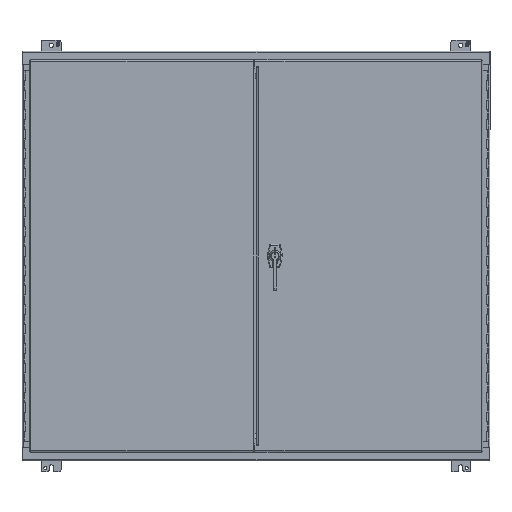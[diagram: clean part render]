
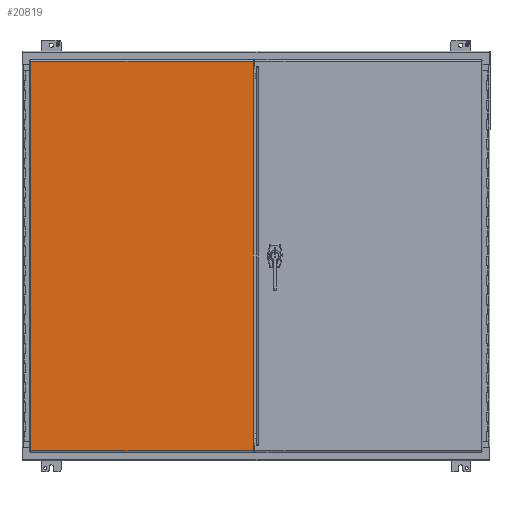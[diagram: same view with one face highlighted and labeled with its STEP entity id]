
A CAD part, front view. The second image highlights one B-rep face of the part: STEP entity #20819.
In plain terms, the highlighted planar face has unit normal (0, -1, 0).
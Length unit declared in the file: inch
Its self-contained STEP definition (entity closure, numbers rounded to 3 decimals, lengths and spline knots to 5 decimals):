
#522 = CARTESIAN_POINT ( 'NONE',  ( -0.268, -13.138, -19.982 ) ) ;
#752 = ORIENTED_EDGE ( 'NONE', *, *, #17546, .F. ) ;
#945 = CARTESIAN_POINT ( 'NONE',  ( -0.268, -13.138, -19.608 ) ) ;
#2619 = CARTESIAN_POINT ( 'NONE',  ( -0.268, -13.138, 19.982 ) ) ;
#4187 = DIRECTION ( 'NONE',  ( 1., 0., 0. ) ) ;
#4217 = DIRECTION ( 'NONE',  ( 0., 0., 1. ) ) ;
#5034 = AXIS2_PLACEMENT_3D ( 'NONE', #18977, #41943, #55593 ) ;
#8103 = LINE ( 'NONE', #12359, #11222 ) ;
#10010 = VECTOR ( 'NONE', #53059, 39.37008 ) ;
#10591 = CARTESIAN_POINT ( 'NONE',  ( -23.107, -13.138, 19.982 ) ) ;
#10608 = VECTOR ( 'NONE', #26497, 39.37008 ) ;
#10689 = CARTESIAN_POINT ( 'NONE',  ( -23.107, -13.138, -19.982 ) ) ;
#11222 = VECTOR ( 'NONE', #4187, 39.37008 ) ;
#11395 = CARTESIAN_POINT ( 'NONE',  ( -0.268, -13.138, 19.982 ) ) ;
#12359 = CARTESIAN_POINT ( 'NONE',  ( -23.107, -13.138, 19.982 ) ) ;
#14026 = EDGE_CURVE ( 'NONE', #36610, #41467, #35581, .T. ) ;
#16135 = LINE ( 'NONE', #10689, #10010 ) ;
#16291 = VECTOR ( 'NONE', #55997, 39.37008 ) ;
#17292 = ORIENTED_EDGE ( 'NONE', *, *, #47340, .F. ) ;
#17546 = EDGE_CURVE ( 'NONE', #38537, #36610, #8103, .T. ) ;
#18605 = CARTESIAN_POINT ( 'NONE',  ( -0.268, -13.138, 19.982 ) ) ;
#18823 = ORIENTED_EDGE ( 'NONE', *, *, #39682, .F. ) ;
#18977 = CARTESIAN_POINT ( 'NONE',  ( -23.107, -13.138, 19.982 ) ) ;
#20230 = ORIENTED_EDGE ( 'NONE', *, *, #44639, .F. ) ;
#20819 = ADVANCED_FACE ( 'NONE', ( #51067 ), #28047, .F. ) ;
#20852 = VERTEX_POINT ( 'NONE', #522 ) ;
#21220 = VERTEX_POINT ( 'NONE', #32533 ) ;
#22074 = CARTESIAN_POINT ( 'NONE',  ( -23.107, -13.138, 19.982 ) ) ;
#26497 = DIRECTION ( 'NONE',  ( 0., 0., -1. ) ) ;
#28047 = PLANE ( 'NONE',  #5034 ) ;
#30567 = ORIENTED_EDGE ( 'NONE', *, *, #14026, .F. ) ;
#31766 = ORIENTED_EDGE ( 'NONE', *, *, #42529, .F. ) ;
#32533 = CARTESIAN_POINT ( 'NONE',  ( -23.107, -13.138, -19.982 ) ) ;
#34043 = VERTEX_POINT ( 'NONE', #945 ) ;
#35581 = LINE ( 'NONE', #2619, #10608 ) ;
#36610 = VERTEX_POINT ( 'NONE', #11395 ) ;
#37305 = VECTOR ( 'NONE', #42774, 39.37008 ) ;
#38537 = VERTEX_POINT ( 'NONE', #10591 ) ;
#39682 = EDGE_CURVE ( 'NONE', #21220, #38537, #40221, .T. ) ;
#40221 = LINE ( 'NONE', #22074, #51371 ) ;
#41467 = VERTEX_POINT ( 'NONE', #55569 ) ;
#41943 = DIRECTION ( 'NONE',  ( 0., 1., 0. ) ) ;
#42529 = EDGE_CURVE ( 'NONE', #20852, #21220, #16135, .T. ) ;
#42774 = DIRECTION ( 'NONE',  ( 0., 0., -1. ) ) ;
#44217 = EDGE_LOOP ( 'NONE', ( #17292, #20230, #30567, #752, #18823, #31766 ) ) ;
#44639 = EDGE_CURVE ( 'NONE', #41467, #34043, #56415, .T. ) ;
#47340 = EDGE_CURVE ( 'NONE', #34043, #20852, #56876, .T. ) ;
#51067 = FACE_OUTER_BOUND ( 'NONE', #44217, .T. ) ;
#51371 = VECTOR ( 'NONE', #4217, 39.37008 ) ;
#53059 = DIRECTION ( 'NONE',  ( -1., 0., 0. ) ) ;
#55569 = CARTESIAN_POINT ( 'NONE',  ( -0.268, -13.138, 19.608 ) ) ;
#55593 = DIRECTION ( 'NONE',  ( 0., 0., 1. ) ) ;
#55997 = DIRECTION ( 'NONE',  ( 0., 0., -1. ) ) ;
#56415 = LINE ( 'NONE', #18605, #37305 ) ;
#56584 = CARTESIAN_POINT ( 'NONE',  ( -0.268, -13.138, 19.982 ) ) ;
#56876 = LINE ( 'NONE', #56584, #16291 ) ;
